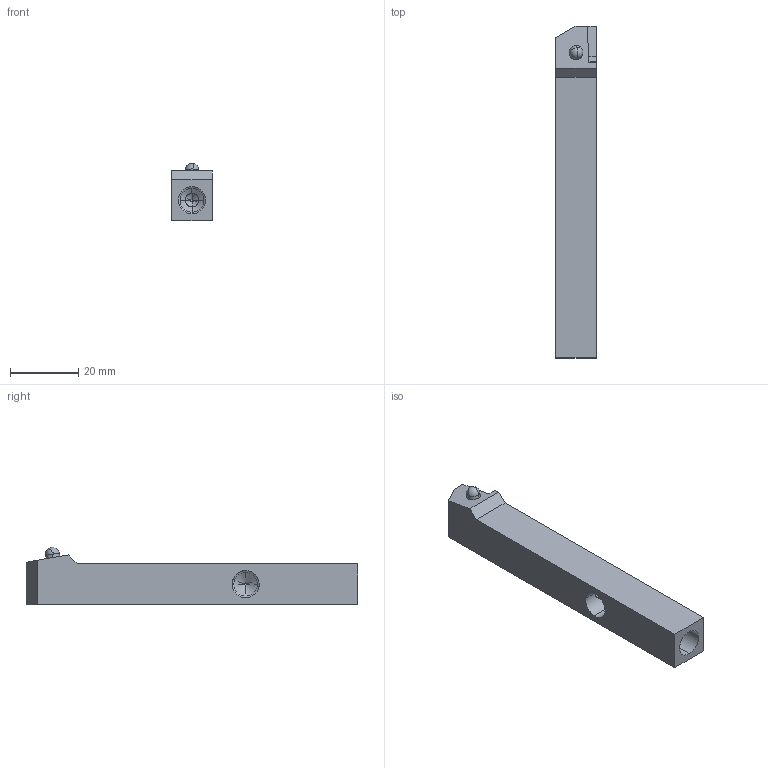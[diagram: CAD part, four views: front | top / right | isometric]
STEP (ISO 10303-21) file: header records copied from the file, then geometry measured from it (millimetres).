
FILE_DESCRIPTION(('STEP AP214'),'1');
FILE_NAME('SEL1212H12-J.stp','2023-08-30T15:06:44',(' '),(' '),'Spatial InterOp 3D',' ',' ');
FILE_SCHEMA(('AUTOMOTIVE_DESIGN { 1 0 10303 214 1 1 1 1 }'));
Length unit declared in the file: millimetre
Products named in the file (1): SMICUT_Fourcut Hållare' <2>
Bounding box: 12 x 97.5 x 16.82 mm (x, y, z)
Volume: 11542 mm3; surface area: 6608.2 mm2
Topology: 1 solids, 1 shells, 117 faces, 357 edges, 221 vertices
Faces by surface type: cylinder 62, cone 34, plane 17, sphere 4
Entity records: 158797 total; most frequent: CARTESIAN_POINT 154766, ORIENTED_EDGE 674, DIRECTION 632, EDGE_CURVE 337, AXIS2_PLACEMENT_3D 245, VERTEX_POINT 221, LINE 142, VECTOR 142
